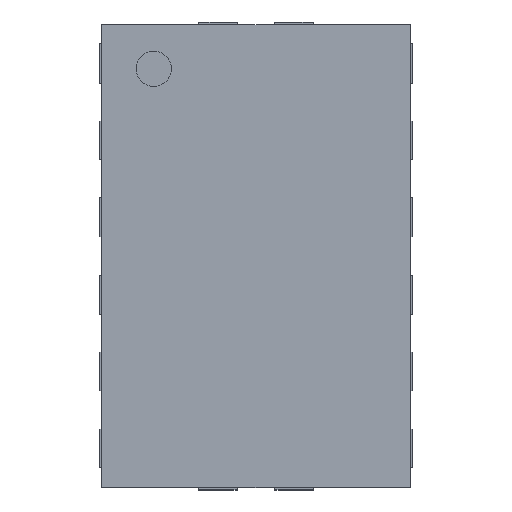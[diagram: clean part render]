
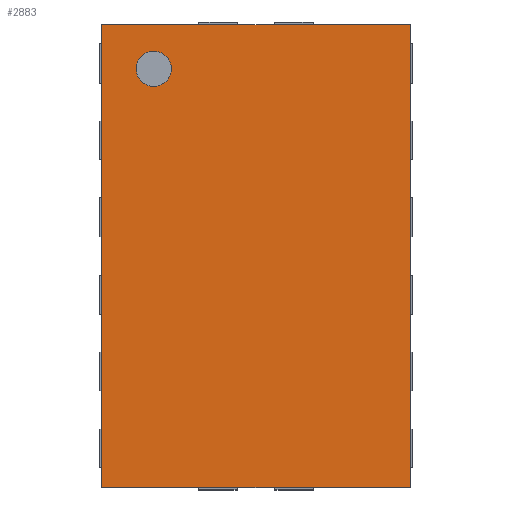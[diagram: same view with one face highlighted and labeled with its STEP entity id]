
A CAD part, top view. The second image highlights one B-rep face of the part: STEP entity #2883.
In plain terms, the highlighted planar face has unit normal (0, 0, 1).
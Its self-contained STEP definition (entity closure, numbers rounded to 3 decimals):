
#37=CIRCLE('',#3005,0.114);
#199=ORIENTED_EDGE('',*,*,#803,.T.);
#200=ORIENTED_EDGE('',*,*,#733,.T.);
#201=ORIENTED_EDGE('',*,*,#792,.T.);
#202=ORIENTED_EDGE('',*,*,#800,.T.);
#203=ORIENTED_EDGE('',*,*,#738,.T.);
#733=EDGE_CURVE('',#1047,#1046,#1249,.T.);
#738=EDGE_CURVE('',#1050,#1047,#1254,.T.);
#792=EDGE_CURVE('',#1046,#1090,#1308,.T.);
#800=EDGE_CURVE('',#1090,#1050,#1316,.T.);
#803=EDGE_CURVE('',#1097,#1097,#37,.T.);
#1046=VERTEX_POINT('',#3780);
#1047=VERTEX_POINT('',#3782);
#1050=VERTEX_POINT('',#3791);
#1090=VERTEX_POINT('',#3889);
#1097=VERTEX_POINT('',#3911);
#1249=LINE('',#3781,#1545);
#1254=LINE('',#3790,#1550);
#1308=LINE('',#3890,#1604);
#1316=LINE('',#3905,#1612);
#1545=VECTOR('',#3189,1000.);
#1550=VECTOR('',#3196,1000.);
#1604=VECTOR('',#3260,1000.);
#1612=VECTOR('',#3272,1000.);
#1806=EDGE_LOOP('',(#199));
#1807=EDGE_LOOP('',(#200,#201,#202,#203));
#1916=FACE_BOUND('',#1806,.T.);
#1917=FACE_BOUND('',#1807,.T.);
#2026=PLANE('',#3004);
#2883=ADVANCED_FACE('',(#1916,#1917),#2026,.T.);
#3004=AXIS2_PLACEMENT_3D('',#3909,#3275,#3276);
#3005=AXIS2_PLACEMENT_3D('',#3910,#3277,#3278);
#3189=DIRECTION('',(1.,0.,0.));
#3196=DIRECTION('',(0.,-1.,0.));
#3260=DIRECTION('',(0.,1.,0.));
#3272=DIRECTION('',(-1.,0.,0.));
#3275=DIRECTION('',(0.,0.,1.));
#3276=DIRECTION('',(1.,0.,0.));
#3277=DIRECTION('',(0.,0.,-1.));
#3278=DIRECTION('',(1.,0.,0.));
#3780=CARTESIAN_POINT('',(1.,-1.5,0.75));
#3781=CARTESIAN_POINT('',(-1.,-1.5,0.75));
#3782=CARTESIAN_POINT('',(-1.,-1.5,0.75));
#3790=CARTESIAN_POINT('',(-1.,1.5,0.75));
#3791=CARTESIAN_POINT('',(-1.,1.5,0.75));
#3889=CARTESIAN_POINT('',(1.,1.5,0.75));
#3890=CARTESIAN_POINT('',(1.,-1.5,0.75));
#3905=CARTESIAN_POINT('',(1.,1.5,0.75));
#3909=CARTESIAN_POINT('',(0.,0.,0.75));
#3910=CARTESIAN_POINT('',(-0.664,1.215,0.75));
#3911=CARTESIAN_POINT('',(-0.549,1.215,0.75));
